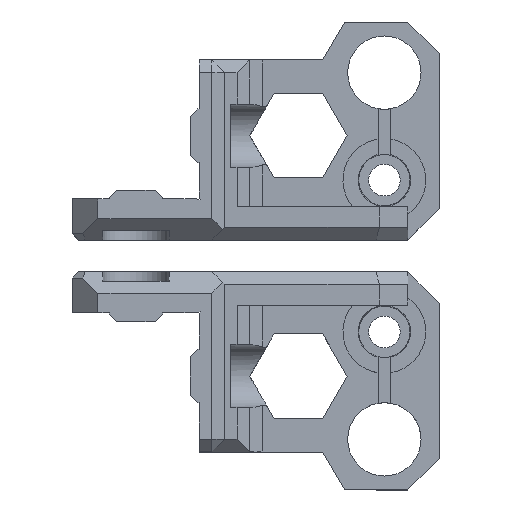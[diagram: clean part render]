
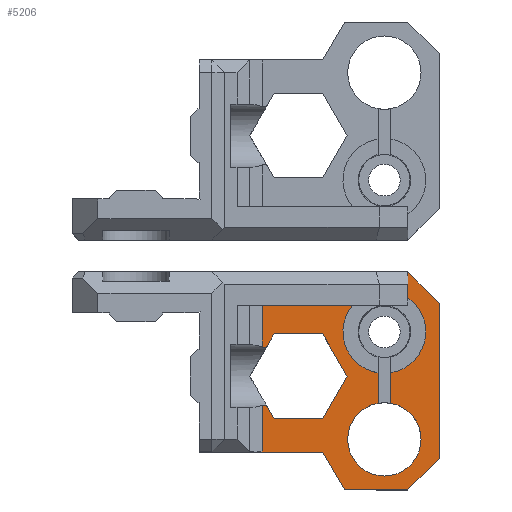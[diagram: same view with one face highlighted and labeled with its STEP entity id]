
A CAD part, top view. The second image highlights one B-rep face of the part: STEP entity #5206.
In plain terms, the highlighted face is planar.
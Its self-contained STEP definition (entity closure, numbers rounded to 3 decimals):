
#237=PLANE('',#5594);
#526=FACE_OUTER_BOUND('',#838,.T.);
#838=EDGE_LOOP('',(#4451,#4452,#4453,#4454,#4455,#4456,#4457,#4458,#4459,
#4460,#4461,#4462,#4463,#4464,#4465,#4466,#4467,#4468,#4469,#4470,#4471,
#4472,#4473,#4474));
#1316=LINE('',#7936,#1980);
#1318=LINE('',#7940,#1982);
#1320=LINE('',#7944,#1984);
#1404=LINE('',#8130,#2068);
#1410=LINE('',#8145,#2074);
#1411=LINE('',#8148,#2075);
#1412=LINE('',#8149,#2076);
#1413=LINE('',#8151,#2077);
#1414=LINE('',#8153,#2078);
#1415=LINE('',#8154,#2079);
#1416=LINE('',#8156,#2080);
#1417=LINE('',#8158,#2081);
#1418=LINE('',#8160,#2082);
#1419=LINE('',#8162,#2083);
#1420=LINE('',#8164,#2084);
#1421=LINE('',#8165,#2085);
#1422=LINE('',#8167,#2086);
#1423=LINE('',#8171,#2087);
#1424=LINE('',#8177,#2088);
#1425=LINE('',#8180,#2089);
#1980=VECTOR('',#6482,10.);
#1982=VECTOR('',#6486,10.);
#1984=VECTOR('',#6490,10.);
#2068=VECTOR('',#6620,10.);
#2074=VECTOR('',#6632,10.);
#2075=VECTOR('',#6635,10.);
#2076=VECTOR('',#6636,10.);
#2077=VECTOR('',#6637,10.);
#2078=VECTOR('',#6638,10.);
#2079=VECTOR('',#6639,10.);
#2080=VECTOR('',#6640,10.);
#2081=VECTOR('',#6641,10.);
#2082=VECTOR('',#6642,10.);
#2083=VECTOR('',#6643,10.);
#2084=VECTOR('',#6644,10.);
#2085=VECTOR('',#6645,10.);
#2086=VECTOR('',#6646,10.);
#2087=VECTOR('',#6649,10.);
#2088=VECTOR('',#6654,10.);
#2089=VECTOR('',#6657,10.);
#2329=CIRCLE('',#5595,6.55);
#2330=CIRCLE('',#5596,5.8);
#2331=CIRCLE('',#5597,5.8);
#2332=CIRCLE('',#5598,6.55);
#2595=VERTEX_POINT('',#7933);
#2596=VERTEX_POINT('',#7935);
#2597=VERTEX_POINT('',#7939);
#2598=VERTEX_POINT('',#7943);
#2641=VERTEX_POINT('',#8036);
#2674=VERTEX_POINT('',#8123);
#2677=VERTEX_POINT('',#8128);
#2681=VERTEX_POINT('',#8139);
#2683=VERTEX_POINT('',#8143);
#2684=VERTEX_POINT('',#8147);
#2685=VERTEX_POINT('',#8150);
#2686=VERTEX_POINT('',#8152);
#2687=VERTEX_POINT('',#8155);
#2688=VERTEX_POINT('',#8157);
#2689=VERTEX_POINT('',#8159);
#2690=VERTEX_POINT('',#8161);
#2691=VERTEX_POINT('',#8163);
#2692=VERTEX_POINT('',#8166);
#2693=VERTEX_POINT('',#8168);
#2694=VERTEX_POINT('',#8170);
#2695=VERTEX_POINT('',#8172);
#2696=VERTEX_POINT('',#8174);
#2697=VERTEX_POINT('',#8176);
#2698=VERTEX_POINT('',#8178);
#3203=EDGE_CURVE('',#2595,#2596,#1316,.T.);
#3205=EDGE_CURVE('',#2596,#2597,#1318,.T.);
#3207=EDGE_CURVE('',#2597,#2598,#1320,.T.);
#3299=EDGE_CURVE('',#2674,#2677,#1404,.T.);
#3306=EDGE_CURVE('',#2681,#2683,#1410,.T.);
#3307=EDGE_CURVE('',#2684,#2677,#1411,.T.);
#3308=EDGE_CURVE('',#2598,#2684,#1412,.T.);
#3309=EDGE_CURVE('',#2685,#2595,#1413,.T.);
#3310=EDGE_CURVE('',#2686,#2685,#1414,.T.);
#3311=EDGE_CURVE('',#2681,#2686,#1415,.T.);
#3312=EDGE_CURVE('',#2683,#2687,#1416,.T.);
#3313=EDGE_CURVE('',#2687,#2688,#1417,.T.);
#3314=EDGE_CURVE('',#2689,#2688,#1418,.T.);
#3315=EDGE_CURVE('',#2689,#2690,#1419,.T.);
#3316=EDGE_CURVE('',#2691,#2690,#1420,.T.);
#3317=EDGE_CURVE('',#2691,#2641,#1421,.T.);
#3318=EDGE_CURVE('',#2692,#2641,#1422,.T.);
#3319=EDGE_CURVE('',#2693,#2692,#2329,.T.);
#3320=EDGE_CURVE('',#2694,#2693,#1423,.T.);
#3321=EDGE_CURVE('',#2695,#2694,#2330,.T.);
#3322=EDGE_CURVE('',#2696,#2695,#2331,.T.);
#3323=EDGE_CURVE('',#2697,#2696,#1424,.T.);
#3324=EDGE_CURVE('',#2698,#2697,#2332,.T.);
#3325=EDGE_CURVE('',#2674,#2698,#1425,.T.);
#4451=ORIENTED_EDGE('',*,*,#3299,.T.);
#4452=ORIENTED_EDGE('',*,*,#3307,.F.);
#4453=ORIENTED_EDGE('',*,*,#3308,.F.);
#4454=ORIENTED_EDGE('',*,*,#3207,.F.);
#4455=ORIENTED_EDGE('',*,*,#3205,.F.);
#4456=ORIENTED_EDGE('',*,*,#3203,.F.);
#4457=ORIENTED_EDGE('',*,*,#3309,.F.);
#4458=ORIENTED_EDGE('',*,*,#3310,.F.);
#4459=ORIENTED_EDGE('',*,*,#3311,.F.);
#4460=ORIENTED_EDGE('',*,*,#3306,.T.);
#4461=ORIENTED_EDGE('',*,*,#3312,.T.);
#4462=ORIENTED_EDGE('',*,*,#3313,.T.);
#4463=ORIENTED_EDGE('',*,*,#3314,.F.);
#4464=ORIENTED_EDGE('',*,*,#3315,.T.);
#4465=ORIENTED_EDGE('',*,*,#3316,.F.);
#4466=ORIENTED_EDGE('',*,*,#3317,.T.);
#4467=ORIENTED_EDGE('',*,*,#3318,.F.);
#4468=ORIENTED_EDGE('',*,*,#3319,.F.);
#4469=ORIENTED_EDGE('',*,*,#3320,.F.);
#4470=ORIENTED_EDGE('',*,*,#3321,.F.);
#4471=ORIENTED_EDGE('',*,*,#3322,.F.);
#4472=ORIENTED_EDGE('',*,*,#3323,.F.);
#4473=ORIENTED_EDGE('',*,*,#3324,.F.);
#4474=ORIENTED_EDGE('',*,*,#3325,.F.);
#5206=ADVANCED_FACE('',(#526),#237,.F.);
#5594=AXIS2_PLACEMENT_3D('',#8146,#6633,#6634);
#5595=AXIS2_PLACEMENT_3D('',#8169,#6647,#6648);
#5596=AXIS2_PLACEMENT_3D('',#8173,#6650,#6651);
#5597=AXIS2_PLACEMENT_3D('',#8175,#6652,#6653);
#5598=AXIS2_PLACEMENT_3D('',#8179,#6655,#6656);
#6482=DIRECTION('',(0.5,-0.866,0.));
#6486=DIRECTION('',(-0.5,-0.866,0.));
#6490=DIRECTION('',(-1.,0.,0.));
#6620=DIRECTION('',(0.,1.,0.));
#6632=DIRECTION('',(0.,1.,0.));
#6633=DIRECTION('center_axis',(0.,0.,1.));
#6634=DIRECTION('ref_axis',(1.,0.,0.));
#6635=DIRECTION('',(-1.,0.,0.));
#6636=DIRECTION('',(-0.5,0.866,0.));
#6637=DIRECTION('',(1.,0.,0.));
#6638=DIRECTION('',(0.5,0.866,0.));
#6639=DIRECTION('',(1.,0.,0.));
#6640=DIRECTION('',(1.,0.,0.));
#6641=DIRECTION('',(0.5,0.866,0.));
#6642=DIRECTION('',(-1.,0.,0.));
#6643=DIRECTION('',(0.707,-0.707,0.));
#6644=DIRECTION('',(0.,1.,0.));
#6645=DIRECTION('',(-0.707,-0.707,0.));
#6646=DIRECTION('',(0.,-1.,0.));
#6647=DIRECTION('center_axis',(0.,0.,-1.));
#6648=DIRECTION('ref_axis',(1.,0.,0.));
#6649=DIRECTION('',(0.,-1.,0.));
#6650=DIRECTION('center_axis',(0.,0.,-1.));
#6651=DIRECTION('ref_axis',(1.,0.,0.));
#6652=DIRECTION('center_axis',(0.,0.,-1.));
#6653=DIRECTION('ref_axis',(1.,0.,0.));
#6654=DIRECTION('',(0.,1.,0.));
#6655=DIRECTION('center_axis',(0.,0.,-1.));
#6656=DIRECTION('ref_axis',(1.,0.,0.));
#6657=DIRECTION('',(1.,0.,0.));
#7933=CARTESIAN_POINT('',(-9.75,13.668,0.));
#7935=CARTESIAN_POINT('',(-5.9,7.,0.));
#7936=CARTESIAN_POINT('',(-5.9,7.,0.));
#7939=CARTESIAN_POINT('',(-9.75,0.332,0.));
#7940=CARTESIAN_POINT('',(-9.75,0.332,0.));
#7943=CARTESIAN_POINT('',(-17.45,0.332,0.));
#7944=CARTESIAN_POINT('',(-17.45,0.332,0.));
#8036=CARTESIAN_POINT('',(3.7,-9.5,0.));
#8123=CARTESIAN_POINT('',(-19.3,-4.2,0.));
#8128=CARTESIAN_POINT('',(-19.3,2.417,0.));
#8130=CARTESIAN_POINT('',(-19.3,1.775,0.));
#8139=CARTESIAN_POINT('',(-19.3,11.583,0.));
#8143=CARTESIAN_POINT('',(-19.3,19.,0.));
#8145=CARTESIAN_POINT('',(-19.3,1.775,0.));
#8146=CARTESIAN_POINT('Origin',(-20.3,7.75,0.));
#8147=CARTESIAN_POINT('',(-18.654,2.417,0.));
#8148=CARTESIAN_POINT('',(-21.3,2.417,0.));
#8149=CARTESIAN_POINT('',(-21.3,7.,0.));
#8150=CARTESIAN_POINT('',(-17.45,13.668,0.));
#8151=CARTESIAN_POINT('',(-9.75,13.668,0.));
#8152=CARTESIAN_POINT('',(-18.654,11.583,0.));
#8153=CARTESIAN_POINT('',(-17.45,13.668,0.));
#8154=CARTESIAN_POINT('',(-21.3,11.583,0.));
#8155=CARTESIAN_POINT('',(-9.75,19.,0.));
#8156=CARTESIAN_POINT('',(-29.3,19.,0.));
#8157=CARTESIAN_POINT('',(-6.286,25.,0.));
#8158=CARTESIAN_POINT('',(-9.75,19.,0.));
#8159=CARTESIAN_POINT('',(3.7,25.,0.));
#8160=CARTESIAN_POINT('',(8.7,25.,0.));
#8161=CARTESIAN_POINT('',(8.7,20.,0.));
#8162=CARTESIAN_POINT('',(3.263,25.438,0.));
#8163=CARTESIAN_POINT('',(8.7,-4.5,0.));
#8164=CARTESIAN_POINT('',(8.7,-9.5,0.));
#8165=CARTESIAN_POINT('',(3.262,-9.938,0.));
#8166=CARTESIAN_POINT('',(3.7,-5.405,0.));
#8167=CARTESIAN_POINT('',(3.7,-0.875,0.));
#8168=CARTESIAN_POINT('',(1.,6.473,0.));
#8169=CARTESIAN_POINT('Origin',(0.,0.,0.));
#8170=CARTESIAN_POINT('',(1.,11.287,0.));
#8171=CARTESIAN_POINT('',(1.,11.287,0.));
#8172=CARTESIAN_POINT('',(-5.8,17.,0.));
#8173=CARTESIAN_POINT('Origin',(0.,17.,0.));
#8174=CARTESIAN_POINT('',(-1.,11.287,0.));
#8175=CARTESIAN_POINT('Origin',(0.,17.,0.));
#8176=CARTESIAN_POINT('',(-1.,6.473,0.));
#8177=CARTESIAN_POINT('',(-1.,3.925,0.));
#8178=CARTESIAN_POINT('',(-5.026,-4.2,0.));
#8179=CARTESIAN_POINT('Origin',(0.,0.,0.));
#8180=CARTESIAN_POINT('',(-8.3,-4.2,0.));
